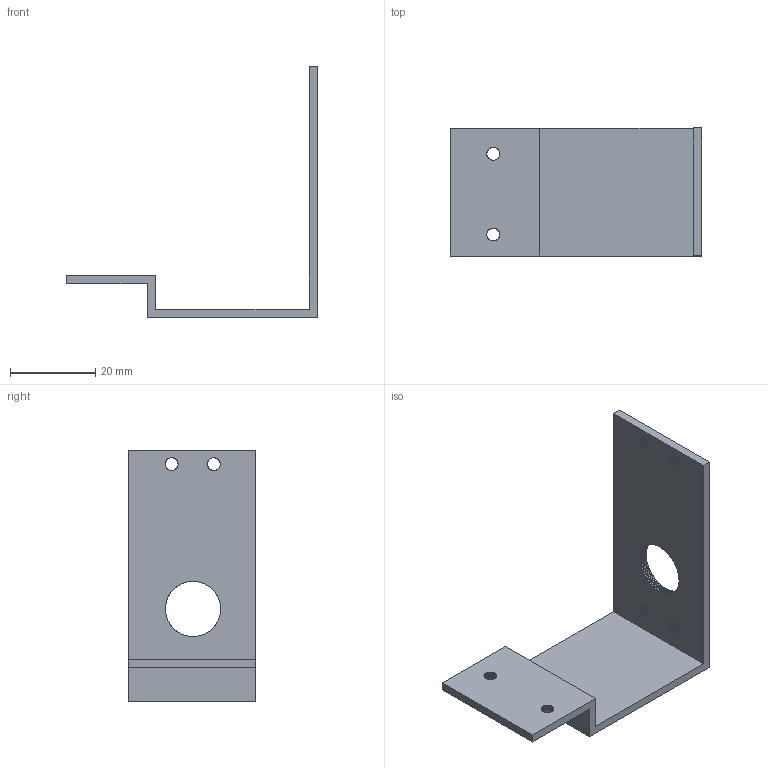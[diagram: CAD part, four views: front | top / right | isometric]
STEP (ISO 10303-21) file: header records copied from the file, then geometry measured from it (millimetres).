
FILE_DESCRIPTION(('FreeCAD Model'),'2;1');
FILE_NAME('Open CASCADE Shape Model','2025-11-17T04:07:17',(''),(''), 'Open CASCADE STEP processor 7.8','FreeCAD','Unknown');
FILE_SCHEMA(('AUTOMOTIVE_DESIGN { 1 0 10303 214 1 1 1 1 }'));
Length unit declared in the file: millimetre
Products named in the file (1): BaseFeature
Bounding box: 58.99 x 30 x 59 mm (x, y, z)
Volume: 7083.9 mm3; surface area: 7899.8 mm2
Topology: 1 solids, 1 shells, 1048 faces, 2403 edges, 1357 vertices
Faces by surface type: plane 1048
Entity records: 27977 total; most frequent: CARTESIAN_POINT 4809, ORIENTED_EDGE 4806, DIRECTION 4501, EDGE_CURVE 2403, LINE 2403, VECTOR 2403, VERTEX_POINT 1357, FACE_BOUND 1062
